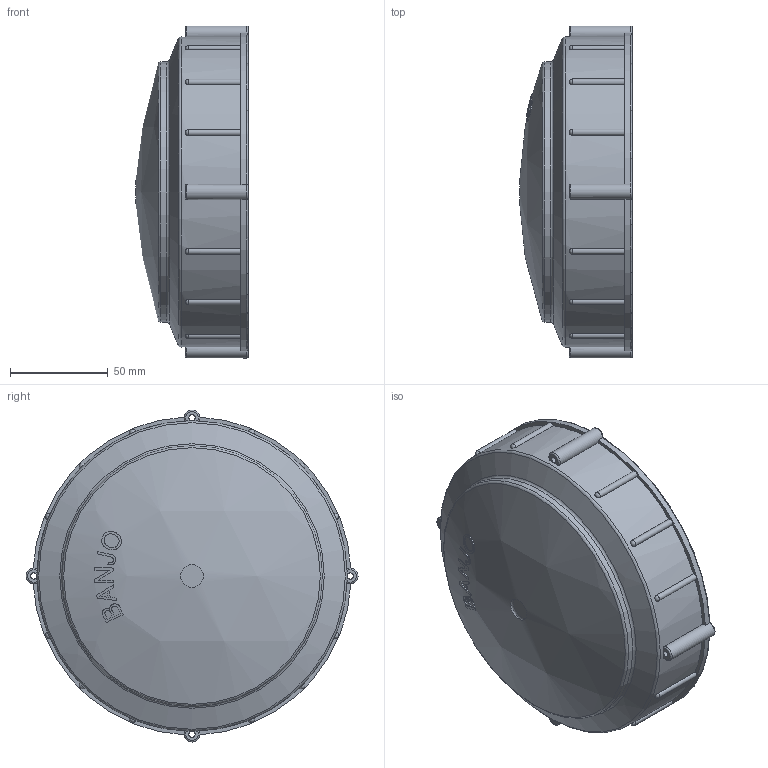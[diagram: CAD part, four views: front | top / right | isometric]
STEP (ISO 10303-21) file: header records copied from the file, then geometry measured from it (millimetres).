
FILE_DESCRIPTION(/* description */ ('6" Ag Tank Lid with Check, Unassembled'),/* implementation_level */ '2;1');
FILE_NAME(/* name */ 'TL600C.stp',/* time_stamp */ '2015-07-22T15:15:46-04:00',/* author */ ('mclevenger'),/* organization */ (''),/* preprocessor_version */ 'ST-DEVELOPER v15.6',/* originating_system */ 'Autodesk Inventor 2015',/* authorisation */ '');
FILE_SCHEMA (('AUTOMOTIVE_DESIGN { 1 0 10303 214 3 1 1 }'));
Length unit declared in the file: inch
Products named in the file (5): TL6002; TL6030; TL6031; TL6032; TL600C
Assembly tree (4 placements, depth 2):
  TL600C
    TL6002
    TL6030
    TL6031
    TL6032
Bounding box: 57.59 x 169.93 x 169.93 mm (x, y, z)
Volume: 4604.3 mm3; surface area: 108593 mm2
Topology: 3 solids, 4 shells, 210 faces, 599 edges, 397 vertices
Faces by surface type: plane 67, cylinder 54, bspline 33, sphere 27, torus 22, cone 7
Full cylindrical faces by diameter (mm): 2.54 x3, 3.175 x4, 18.161 x1, 22.225 x1, 25.4 x1, 25.654 x1, 27 x1, 27.254 x1, 31.75 x1, 106.553 x1, 113.665 x1, 133.35 x1, 141.173 x2, 152.4 x3, 158.75 x1
Entity records: 9152 total; most frequent: CARTESIAN_POINT 4211, ORIENTED_EDGE 1004, DIRECTION 976, EDGE_CURVE 502, AXIS2_PLACEMENT_3D 415, VERTEX_POINT 350, EDGE_LOOP 264, CIRCLE 233
